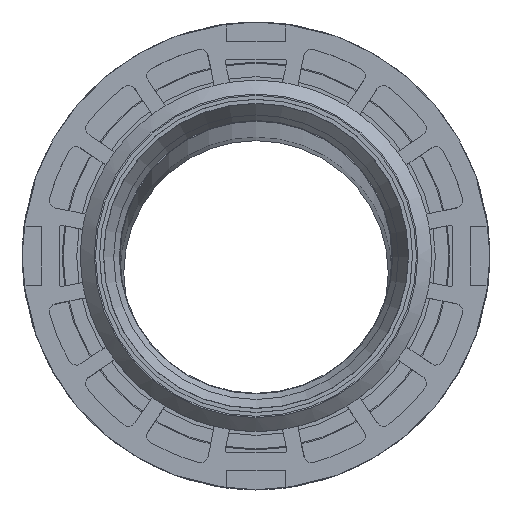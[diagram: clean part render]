
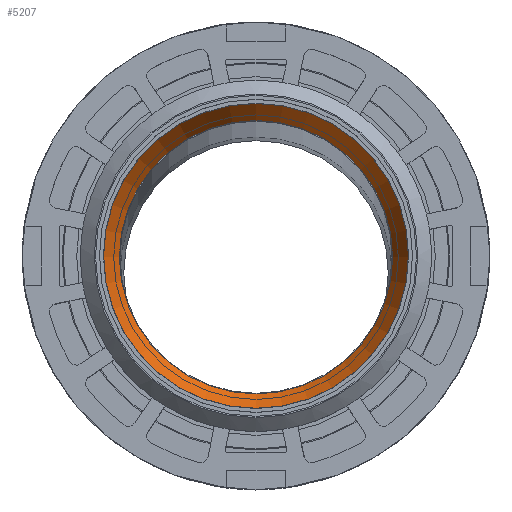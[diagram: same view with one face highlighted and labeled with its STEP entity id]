
A CAD part, top view. The second image highlights one B-rep face of the part: STEP entity #5207.
In plain terms, the highlighted conical face has half-angle 28.374 degrees and reference radius 383.834 mm.
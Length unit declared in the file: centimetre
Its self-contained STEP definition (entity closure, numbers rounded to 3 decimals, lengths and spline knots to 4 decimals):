
#581=LINE('',#10209,#936);
#936=VECTOR('',#7510,38.3834);
#964=CONICAL_SURFACE('',#5859,38.3834,0.495);
#1311=FACE_OUTER_BOUND('',#1630,.T.);
#1630=EDGE_LOOP('',(#4785,#4786,#4787,#4788,#4789));
#1983=CIRCLE('',#5858,35.0682);
#1984=CIRCLE('',#5860,41.6987);
#1985=CIRCLE('',#5861,41.6987);
#2484=VERTEX_POINT('',#10204);
#2485=VERTEX_POINT('',#10208);
#2486=VERTEX_POINT('',#10210);
#3253=EDGE_CURVE('',#2484,#2484,#1983,.T.);
#3254=EDGE_CURVE('',#2484,#2485,#581,.T.);
#3255=EDGE_CURVE('',#2486,#2485,#1984,.T.);
#3256=EDGE_CURVE('',#2485,#2486,#1985,.T.);
#4785=ORIENTED_EDGE('',*,*,#3253,.T.);
#4786=ORIENTED_EDGE('',*,*,#3254,.T.);
#4787=ORIENTED_EDGE('',*,*,#3255,.F.);
#4788=ORIENTED_EDGE('',*,*,#3256,.F.);
#4789=ORIENTED_EDGE('',*,*,#3254,.F.);
#5207=ADVANCED_FACE('',(#1311),#964,.F.);
#5858=AXIS2_PLACEMENT_3D('',#10206,#7506,#7507);
#5859=AXIS2_PLACEMENT_3D('',#10207,#7508,#7509);
#5860=AXIS2_PLACEMENT_3D('',#10211,#7511,#7512);
#5861=AXIS2_PLACEMENT_3D('',#10212,#7513,#7514);
#7506=DIRECTION('center_axis',(0.,0.,-1.));
#7507=DIRECTION('ref_axis',(1.,0.,0.));
#7508=DIRECTION('center_axis',(0.,0.,1.));
#7509=DIRECTION('ref_axis',(-1.,0.,0.));
#7510=DIRECTION('',(0.475,0.,0.88));
#7511=DIRECTION('center_axis',(0.,0.,-1.));
#7512=DIRECTION('ref_axis',(1.,0.,0.));
#7513=DIRECTION('center_axis',(0.,0.,-1.));
#7514=DIRECTION('ref_axis',(1.,0.,0.));
#10204=CARTESIAN_POINT('',(35.0682,0.,2300.7159));
#10206=CARTESIAN_POINT('Origin',(0.,0.,
2300.7159));
#10207=CARTESIAN_POINT('Origin',(0.,0.,
2306.854));
#10208=CARTESIAN_POINT('',(41.6987,0.,2312.9921));
#10209=CARTESIAN_POINT('',(38.3834,0.,2306.854));
#10210=CARTESIAN_POINT('',(0.,-41.6987,2312.9921));
#10211=CARTESIAN_POINT('Origin',(0.,0.,
2312.9921));
#10212=CARTESIAN_POINT('Origin',(0.,0.,
2312.9921));
